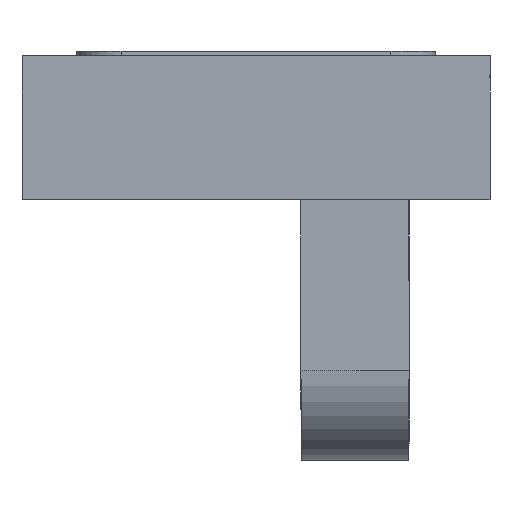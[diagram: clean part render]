
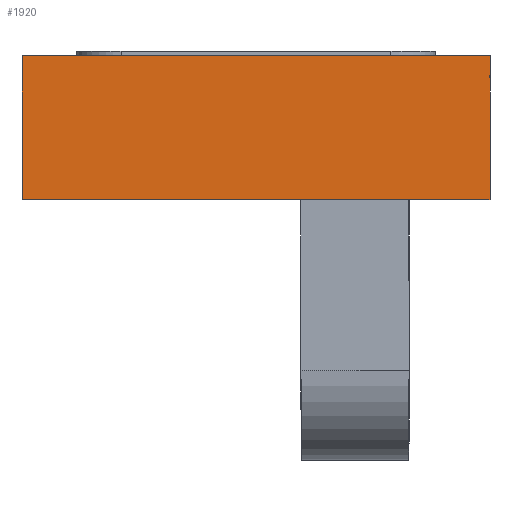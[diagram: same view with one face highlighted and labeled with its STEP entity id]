
A CAD part, front view. The second image highlights one B-rep face of the part: STEP entity #1920.
In plain terms, the highlighted planar face has unit normal (0, -1, 0).
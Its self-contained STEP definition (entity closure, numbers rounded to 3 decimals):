
#113 = DIRECTION ( 'NONE',  ( 1., 0., 0. ) ) ;
#166 = ORIENTED_EDGE ( 'NONE', *, *, #1123, .F. ) ;
#172 = VERTEX_POINT ( 'NONE', #1723 ) ;
#197 = EDGE_CURVE ( 'NONE', #1897, #987, #1906, .T. ) ;
#224 = EDGE_CURVE ( 'NONE', #1897, #1727, #1948, .T. ) ;
#268 = DIRECTION ( 'NONE',  ( 1., 0., 0. ) ) ;
#301 = ORIENTED_EDGE ( 'NONE', *, *, #1915, .T. ) ;
#389 = DIRECTION ( 'NONE',  ( 0., 0., -1. ) ) ;
#457 = LINE ( 'NONE', #1193, #981 ) ;
#464 = CARTESIAN_POINT ( 'NONE',  ( -26., -110., 0. ) ) ;
#480 = AXIS2_PLACEMENT_3D ( 'NONE', #1018, #821, #809 ) ;
#481 = FACE_OUTER_BOUND ( 'NONE', #1971, .T. ) ;
#675 = VECTOR ( 'NONE', #113, 1000. ) ;
#739 = CARTESIAN_POINT ( 'NONE',  ( -26., -110., 0. ) ) ;
#809 = DIRECTION ( 'NONE',  ( 0., 0., 1. ) ) ;
#821 = DIRECTION ( 'NONE',  ( 0., 1., 0. ) ) ;
#834 = PLANE ( 'NONE',  #480 ) ;
#981 = VECTOR ( 'NONE', #1587, 1000. ) ;
#986 = ORIENTED_EDGE ( 'NONE', *, *, #224, .F. ) ;
#987 = VERTEX_POINT ( 'NONE', #739 ) ;
#1018 = CARTESIAN_POINT ( 'NONE',  ( -26., -110., 16. ) ) ;
#1123 = EDGE_CURVE ( 'NONE', #1727, #172, #457, .T. ) ;
#1193 = CARTESIAN_POINT ( 'NONE',  ( 26., -110., 16. ) ) ;
#1255 = ORIENTED_EDGE ( 'NONE', *, *, #197, .T. ) ;
#1312 = CARTESIAN_POINT ( 'NONE',  ( -26., -110., 16. ) ) ;
#1387 = CARTESIAN_POINT ( 'NONE',  ( -26., -110., 16. ) ) ;
#1515 = CARTESIAN_POINT ( 'NONE',  ( 26., -110., 16. ) ) ;
#1587 = DIRECTION ( 'NONE',  ( 0., 0., -1. ) ) ;
#1723 = CARTESIAN_POINT ( 'NONE',  ( 26., -110., 0. ) ) ;
#1727 = VERTEX_POINT ( 'NONE', #1515 ) ;
#1897 = VERTEX_POINT ( 'NONE', #2142 ) ;
#1906 = LINE ( 'NONE', #1312, #2277 ) ;
#1915 = EDGE_CURVE ( 'NONE', #987, #172, #1946, .T. ) ;
#1920 = ADVANCED_FACE ( 'NONE', ( #481 ), #834, .F. ) ;
#1946 = LINE ( 'NONE', #464, #675 ) ;
#1948 = LINE ( 'NONE', #1387, #2361 ) ;
#1971 = EDGE_LOOP ( 'NONE', ( #301, #166, #986, #1255 ) ) ;
#2142 = CARTESIAN_POINT ( 'NONE',  ( -26., -110., 16. ) ) ;
#2277 = VECTOR ( 'NONE', #389, 1000. ) ;
#2361 = VECTOR ( 'NONE', #268, 1000. ) ;
